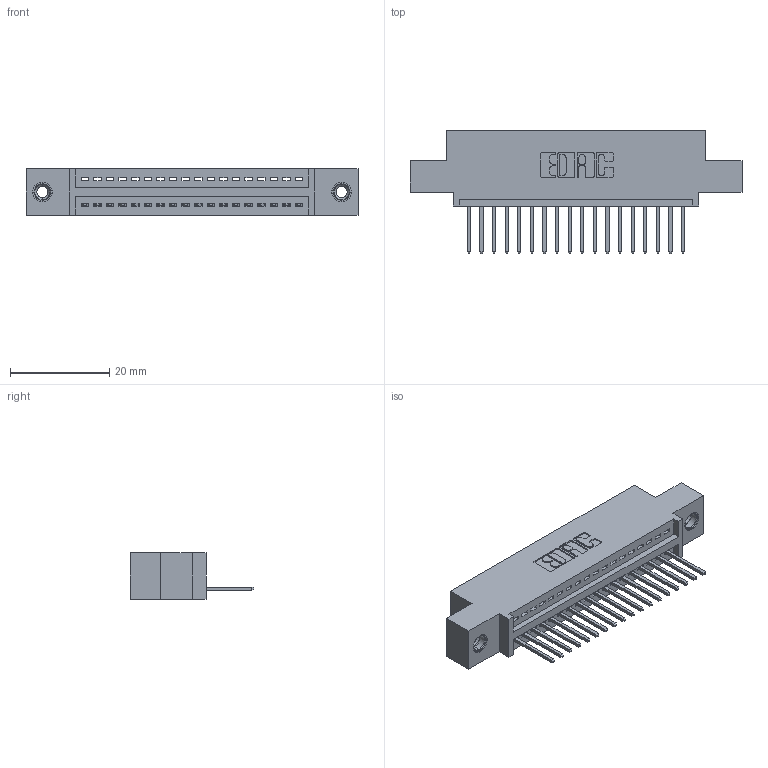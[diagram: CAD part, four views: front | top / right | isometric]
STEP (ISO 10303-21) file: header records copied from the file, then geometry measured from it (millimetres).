
FILE_DESCRIPTION (( 'STEP AP203' ), '1' );
FILE_NAME ('395-018-523-408.STEP', '2019-10-17T15:32:15', ( '' ), ( '' ), 'SwSTEP 2.0', 'SolidWorks 2016', '' );
FILE_SCHEMA (( 'CONFIG_CONTROL_DESIGN' ));
Length unit declared in the file: inch
Products named in the file (4): 345-250-001_345-250-003-102; 345 Part_0.110 Offset - 0.156 Dia-TI; 395-018-523-408; 345-292-001_345-293-123
Assembly tree (21 placements, depth 2):
  395-018-523-408
    345 Part_0.110 Offset - 0.156 Dia-TI
    345-292-001_345-293-123  x18
    345-250-001_345-250-003-102  x2
Bounding box: 66.93 x 24.82 x 9.4 mm (x, y, z)
Volume: 6073.5 mm3; surface area: 7865.7 mm2
Topology: 21 solids, 21 shells, 1234 faces, 3657 edges, 2406 vertices
Faces by surface type: plane 836, cylinder 382, cone 12, torus 4
Entity records: 18114 total; most frequent: CARTESIAN_POINT 3121, ORIENTED_EDGE 3066, DIRECTION 2787, EDGE_CURVE 1533, VECTOR 1309, LINE 1309, VERTEX_POINT 1016, AXIS2_PLACEMENT_3D 739
